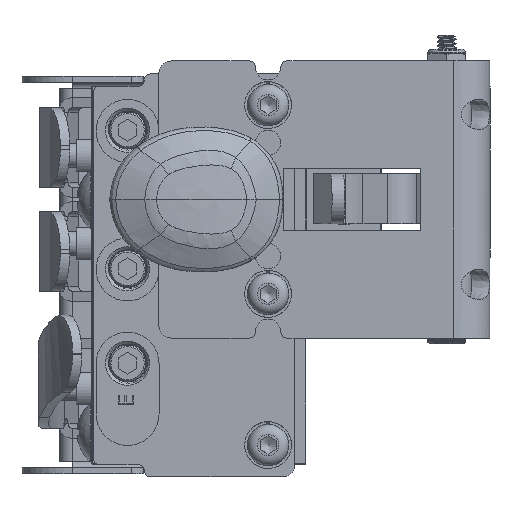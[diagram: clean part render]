
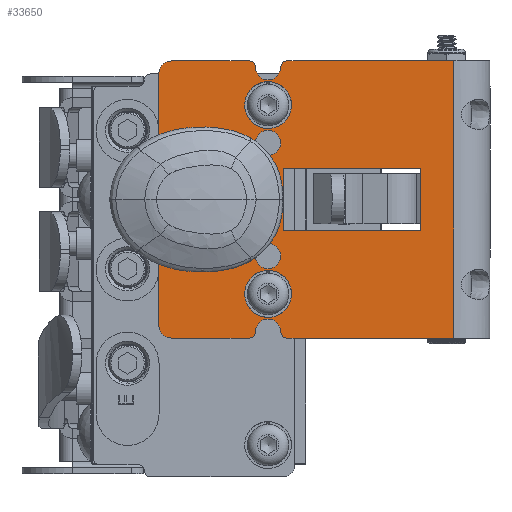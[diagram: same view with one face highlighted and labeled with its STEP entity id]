
A CAD part, left-side view. The second image highlights one B-rep face of the part: STEP entity #33650.
In plain terms, the highlighted planar face has unit normal (-1, 0, 0).
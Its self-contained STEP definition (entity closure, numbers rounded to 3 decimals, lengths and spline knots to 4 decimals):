
#1032=FACE_BOUND('',#6024,.T.);
#1033=FACE_BOUND('',#6025,.T.);
#1034=FACE_BOUND('',#6026,.T.);
#1035=FACE_BOUND('',#6027,.T.);
#1036=FACE_BOUND('',#6028,.T.);
#1037=FACE_BOUND('',#6029,.T.);
#1353=PLANE('',#35698);
#2463=CIRCLE('',#35600,0.0625);
#2484=CIRCLE('',#35623,0.125);
#2485=CIRCLE('',#35625,0.0625);
#2486=CIRCLE('',#35627,0.0625);
#2487=CIRCLE('',#35629,0.125);
#2488=CIRCLE('',#35631,0.0625);
#2489=CIRCLE('',#35634,0.125);
#2490=CIRCLE('',#35637,0.125);
#2491=CIRCLE('',#35640,0.25);
#2492=CIRCLE('',#35642,0.572);
#2493=CIRCLE('',#35644,0.25);
#2524=CIRCLE('',#35691,0.125);
#2525=CIRCLE('',#35693,0.125);
#2526=CIRCLE('',#35695,0.125);
#2527=CIRCLE('',#35697,0.125);
#2528=CIRCLE('',#35699,0.4425);
#4083=FACE_OUTER_BOUND('',#6023,.T.);
#6023=EDGE_LOOP('',(#23269,#23270,#23271,#23272,#23273,#23274,#23275,#23276,
#23277,#23278,#23279,#23280,#23281,#23282,#23283,#23284,#23285,#23286));
#6024=EDGE_LOOP('',(#23287,#23288,#23289,#23290));
#6025=EDGE_LOOP('',(#23291));
#6026=EDGE_LOOP('',(#23292));
#6027=EDGE_LOOP('',(#23293));
#6028=EDGE_LOOP('',(#23294));
#6029=EDGE_LOOP('',(#23295));
#8255=LINE('',#47727,#10765);
#8258=LINE('',#47735,#10768);
#8261=LINE('',#47743,#10771);
#8266=LINE('',#47759,#10776);
#8267=LINE('',#47763,#10777);
#8270=LINE('',#47768,#10780);
#8272=LINE('',#47772,#10782);
#8274=LINE('',#47775,#10784);
#8289=LINE('',#47873,#10799);
#8290=LINE('',#47875,#10800);
#8291=LINE('',#47876,#10801);
#10765=VECTOR('',#38736,0.3937);
#10768=VECTOR('',#38745,0.3937);
#10771=VECTOR('',#38754,0.3937);
#10776=VECTOR('',#38773,0.3937);
#10777=VECTOR('',#38776,0.3937);
#10780=VECTOR('',#38781,0.3937);
#10782=VECTOR('',#38785,0.3937);
#10784=VECTOR('',#38789,0.3937);
#10799=VECTOR('',#38902,0.3937);
#10800=VECTOR('',#38903,0.3937);
#10801=VECTOR('',#38904,0.3937);
#14362=VERTEX_POINT('',#47635);
#14363=VERTEX_POINT('',#47637);
#14394=VERTEX_POINT('',#47703);
#14395=VERTEX_POINT('',#47707);
#14396=VERTEX_POINT('',#47711);
#14397=VERTEX_POINT('',#47712);
#14398=VERTEX_POINT('',#47717);
#14399=VERTEX_POINT('',#47721);
#14400=VERTEX_POINT('',#47725);
#14401=VERTEX_POINT('',#47729);
#14402=VERTEX_POINT('',#47731);
#14403=VERTEX_POINT('',#47737);
#14404=VERTEX_POINT('',#47738);
#14405=VERTEX_POINT('',#47745);
#14406=VERTEX_POINT('',#47747);
#14407=VERTEX_POINT('',#47751);
#14408=VERTEX_POINT('',#47755);
#14409=VERTEX_POINT('',#47761);
#14410=VERTEX_POINT('',#47762);
#14411=VERTEX_POINT('',#47767);
#14412=VERTEX_POINT('',#47771);
#14443=VERTEX_POINT('',#47857);
#14444=VERTEX_POINT('',#47861);
#14445=VERTEX_POINT('',#47865);
#14446=VERTEX_POINT('',#47869);
#14447=VERTEX_POINT('',#47874);
#14448=VERTEX_POINT('',#47877);
#17884=EDGE_CURVE('',#14362,#14363,#2463,.T.);
#17917=EDGE_CURVE('',#14394,#14363,#2484,.T.);
#17919=EDGE_CURVE('',#14394,#14395,#2485,.T.);
#17921=EDGE_CURVE('',#14396,#14397,#2486,.T.);
#17925=EDGE_CURVE('',#14396,#14398,#2487,.T.);
#17927=EDGE_CURVE('',#14399,#14398,#2488,.T.);
#17929=EDGE_CURVE('',#14400,#14399,#8255,.T.);
#17931=EDGE_CURVE('',#14401,#14402,#2489,.T.);
#17933=EDGE_CURVE('',#14397,#14401,#8258,.T.);
#17934=EDGE_CURVE('',#14403,#14404,#2490,.T.);
#17937=EDGE_CURVE('',#14404,#14362,#8261,.T.);
#17939=EDGE_CURVE('',#14405,#14406,#2491,.T.);
#17942=EDGE_CURVE('',#14405,#14407,#2492,.T.);
#17944=EDGE_CURVE('',#14408,#14407,#2493,.T.);
#17945=EDGE_CURVE('',#14408,#14402,#8266,.T.);
#17946=EDGE_CURVE('',#14409,#14410,#8267,.T.);
#17949=EDGE_CURVE('',#14410,#14411,#8270,.T.);
#17951=EDGE_CURVE('',#14411,#14412,#8272,.T.);
#17953=EDGE_CURVE('',#14412,#14409,#8274,.T.);
#17994=EDGE_CURVE('',#14443,#14443,#2524,.T.);
#17996=EDGE_CURVE('',#14444,#14444,#2525,.T.);
#17998=EDGE_CURVE('',#14445,#14445,#2526,.T.);
#18000=EDGE_CURVE('',#14446,#14446,#2527,.T.);
#18002=EDGE_CURVE('',#14403,#14406,#8289,.T.);
#18003=EDGE_CURVE('',#14400,#14447,#8290,.T.);
#18004=EDGE_CURVE('',#14395,#14447,#8291,.T.);
#18005=EDGE_CURVE('',#14448,#14448,#2528,.T.);
#23269=ORIENTED_EDGE('',*,*,#17884,.F.);
#23270=ORIENTED_EDGE('',*,*,#17937,.F.);
#23271=ORIENTED_EDGE('',*,*,#17934,.F.);
#23272=ORIENTED_EDGE('',*,*,#18002,.T.);
#23273=ORIENTED_EDGE('',*,*,#17939,.F.);
#23274=ORIENTED_EDGE('',*,*,#17942,.T.);
#23275=ORIENTED_EDGE('',*,*,#17944,.F.);
#23276=ORIENTED_EDGE('',*,*,#17945,.T.);
#23277=ORIENTED_EDGE('',*,*,#17931,.F.);
#23278=ORIENTED_EDGE('',*,*,#17933,.F.);
#23279=ORIENTED_EDGE('',*,*,#17921,.F.);
#23280=ORIENTED_EDGE('',*,*,#17925,.T.);
#23281=ORIENTED_EDGE('',*,*,#17927,.F.);
#23282=ORIENTED_EDGE('',*,*,#17929,.F.);
#23283=ORIENTED_EDGE('',*,*,#18003,.T.);
#23284=ORIENTED_EDGE('',*,*,#18004,.F.);
#23285=ORIENTED_EDGE('',*,*,#17919,.F.);
#23286=ORIENTED_EDGE('',*,*,#17917,.T.);
#23287=ORIENTED_EDGE('',*,*,#17951,.T.);
#23288=ORIENTED_EDGE('',*,*,#17953,.T.);
#23289=ORIENTED_EDGE('',*,*,#17946,.T.);
#23290=ORIENTED_EDGE('',*,*,#17949,.T.);
#23291=ORIENTED_EDGE('',*,*,#18005,.T.);
#23292=ORIENTED_EDGE('',*,*,#18000,.T.);
#23293=ORIENTED_EDGE('',*,*,#17998,.T.);
#23294=ORIENTED_EDGE('',*,*,#17996,.T.);
#23295=ORIENTED_EDGE('',*,*,#17994,.T.);
#33650=ADVANCED_FACE('',(#4083,#1032,#1033,#1034,#1035,#1036,#1037),#1353,
 .F.);
#35600=AXIS2_PLACEMENT_3D('',#47638,#38651,#38652);
#35623=AXIS2_PLACEMENT_3D('',#47704,#38709,#38710);
#35625=AXIS2_PLACEMENT_3D('',#47708,#38714,#38715);
#35627=AXIS2_PLACEMENT_3D('',#47713,#38719,#38720);
#35629=AXIS2_PLACEMENT_3D('',#47719,#38726,#38727);
#35631=AXIS2_PLACEMENT_3D('',#47723,#38731,#38732);
#35634=AXIS2_PLACEMENT_3D('',#47732,#38740,#38741);
#35637=AXIS2_PLACEMENT_3D('',#47739,#38748,#38749);
#35640=AXIS2_PLACEMENT_3D('',#47748,#38758,#38759);
#35642=AXIS2_PLACEMENT_3D('',#47753,#38764,#38765);
#35644=AXIS2_PLACEMENT_3D('',#47757,#38769,#38770);
#35691=AXIS2_PLACEMENT_3D('',#47858,#38882,#38883);
#35693=AXIS2_PLACEMENT_3D('',#47862,#38887,#38888);
#35695=AXIS2_PLACEMENT_3D('',#47866,#38892,#38893);
#35697=AXIS2_PLACEMENT_3D('',#47870,#38897,#38898);
#35698=AXIS2_PLACEMENT_3D('',#47872,#38900,#38901);
#35699=AXIS2_PLACEMENT_3D('',#47878,#38905,#38906);
#38651=DIRECTION('center_axis',(1.,0.,0.));
#38652=DIRECTION('ref_axis',(0.,-0.708,0.706));
#38709=DIRECTION('center_axis',(1.,0.,0.));
#38710=DIRECTION('ref_axis',(0.,0.,-1.));
#38714=DIRECTION('center_axis',(1.,0.,0.));
#38715=DIRECTION('ref_axis',(0.,0.708,0.706));
#38719=DIRECTION('center_axis',(1.,0.,0.));
#38720=DIRECTION('ref_axis',(0.,-0.708,-0.706));
#38726=DIRECTION('center_axis',(1.,0.,0.));
#38727=DIRECTION('ref_axis',(0.,0.,-1.));
#38731=DIRECTION('center_axis',(1.,0.,0.));
#38732=DIRECTION('ref_axis',(0.,0.708,-0.706));
#38736=DIRECTION('',(0.,1.,0.));
#38740=DIRECTION('center_axis',(1.,0.,0.));
#38741=DIRECTION('ref_axis',(0.,0.707,-0.707));
#38745=DIRECTION('',(0.,1.,0.));
#38748=DIRECTION('center_axis',(1.,0.,0.));
#38749=DIRECTION('ref_axis',(0.,0.707,0.707));
#38754=DIRECTION('',(0.,-1.,0.));
#38758=DIRECTION('center_axis',(-1.,0.,0.));
#38759=DIRECTION('ref_axis',(0.,-0.914,-0.407));
#38764=DIRECTION('center_axis',(-1.,0.,0.));
#38765=DIRECTION('ref_axis',(0.,-0.525,0.851));
#38769=DIRECTION('center_axis',(-1.,0.,0.));
#38770=DIRECTION('ref_axis',(0.,-0.914,0.407));
#38773=DIRECTION('',(0.,0.,-1.));
#38776=DIRECTION('',(0.,1.,0.));
#38781=DIRECTION('',(0.,0.,1.));
#38785=DIRECTION('',(0.,-1.,0.));
#38789=DIRECTION('',(0.,0.,-1.));
#38882=DIRECTION('center_axis',(1.,0.,0.));
#38883=DIRECTION('ref_axis',(0.,0.,-1.));
#38887=DIRECTION('center_axis',(1.,0.,0.));
#38888=DIRECTION('ref_axis',(0.,0.,-1.));
#38892=DIRECTION('center_axis',(1.,0.,0.));
#38893=DIRECTION('ref_axis',(0.,0.,-1.));
#38897=DIRECTION('center_axis',(1.,0.,0.));
#38898=DIRECTION('ref_axis',(0.,0.,-1.));
#38900=DIRECTION('center_axis',(1.,0.,0.));
#38901=DIRECTION('ref_axis',(0.,1.,0.));
#38902=DIRECTION('',(0.,0.,-1.));
#38903=DIRECTION('',(0.,0.,1.));
#38904=DIRECTION('',(0.,-1.,0.));
#38905=DIRECTION('center_axis',(1.,0.,0.));
#38906=DIRECTION('ref_axis',(0.,0.,-1.));
#47635=CARTESIAN_POINT('',(0.,0.5966,1.375));
#47637=CARTESIAN_POINT('',(0.,0.5341,1.3123));
#47638=CARTESIAN_POINT('Origin',(0.,0.5966,1.3125));
#47703=CARTESIAN_POINT('',(0.,0.2841,1.3123));
#47704=CARTESIAN_POINT('Origin',(0.,0.4091,1.312));
#47707=CARTESIAN_POINT('',(0.,0.2216,1.375));
#47708=CARTESIAN_POINT('Origin',(0.,0.2216,1.3125));
#47711=CARTESIAN_POINT('',(0.,0.5341,-1.3123));
#47712=CARTESIAN_POINT('',(0.,0.5966,-1.375));
#47713=CARTESIAN_POINT('Origin',(0.,0.5966,-1.3125));
#47717=CARTESIAN_POINT('',(0.,0.2841,-1.3123));
#47719=CARTESIAN_POINT('Origin',(0.,0.4091,-1.312));
#47721=CARTESIAN_POINT('',(0.,0.2216,-1.375));
#47723=CARTESIAN_POINT('Origin',(0.,0.2216,-1.3125));
#47725=CARTESIAN_POINT('',(0.,-1.4349,-1.375));
#47727=CARTESIAN_POINT('',(0.,-1.7935,-1.375));
#47729=CARTESIAN_POINT('',(0.,1.3685,-1.375));
#47731=CARTESIAN_POINT('',(0.,1.4935,-1.25));
#47732=CARTESIAN_POINT('Origin',(0.,1.3685,-1.25));
#47735=CARTESIAN_POINT('',(0.,-1.7935,-1.375));
#47737=CARTESIAN_POINT('',(0.,1.4935,1.25));
#47738=CARTESIAN_POINT('',(0.,1.3685,1.375));
#47739=CARTESIAN_POINT('Origin',(0.,1.3685,1.25));
#47743=CARTESIAN_POINT('',(0.,1.7935,1.375));
#47745=CARTESIAN_POINT('',(0.,1.5762,0.4251));
#47747=CARTESIAN_POINT('',(0.,1.4935,0.6108));
#47748=CARTESIAN_POINT('Origin',(0.,1.7435,0.6108));
#47751=CARTESIAN_POINT('',(0.,1.5762,-0.4251));
#47753=CARTESIAN_POINT('Origin',(0.,1.1934,0.));
#47755=CARTESIAN_POINT('',(0.,1.4935,-0.6108));
#47757=CARTESIAN_POINT('Origin',(0.,1.7435,-0.6108));
#47759=CARTESIAN_POINT('',(0.,1.4935,-0.6875));
#47761=CARTESIAN_POINT('',(0.,-1.1015,-0.3125));
#47762=CARTESIAN_POINT('',(0.,0.261,-0.3125));
#47763=CARTESIAN_POINT('',(0.,-0.5507,-0.3125));
#47767=CARTESIAN_POINT('',(0.,0.261,0.3125));
#47768=CARTESIAN_POINT('',(0.,0.261,-0.1563));
#47771=CARTESIAN_POINT('',(0.,-1.1015,0.3125));
#47772=CARTESIAN_POINT('',(0.,0.1305,0.3125));
#47775=CARTESIAN_POINT('',(0.,-1.1015,0.1563));
#47857=CARTESIAN_POINT('',(0.,0.4091,-0.437));
#47858=CARTESIAN_POINT('Origin',(0.,0.4091,-0.562));
#47861=CARTESIAN_POINT('',(0.,0.4091,1.062));
#47862=CARTESIAN_POINT('Origin',(0.,0.4091,0.937));
#47865=CARTESIAN_POINT('',(0.,0.4091,0.687));
#47866=CARTESIAN_POINT('Origin',(0.,0.4091,0.562));
#47869=CARTESIAN_POINT('',(0.,0.4091,-0.812));
#47870=CARTESIAN_POINT('Origin',(0.,0.4091,-0.937));
#47872=CARTESIAN_POINT('Origin',(0.,0.,0.));
#47873=CARTESIAN_POINT('',(0.,1.4935,0.2435));
#47874=CARTESIAN_POINT('',(0.,-1.4349,1.375));
#47875=CARTESIAN_POINT('',(0.,-1.4349,0.6875));
#47876=CARTESIAN_POINT('',(0.,1.7935,1.375));
#47877=CARTESIAN_POINT('',(0.,1.1508,0.4425));
#47878=CARTESIAN_POINT('Origin',(0.,1.1508,0.));
